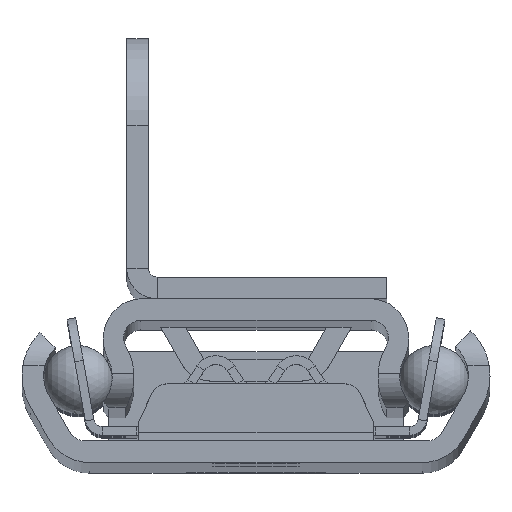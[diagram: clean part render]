
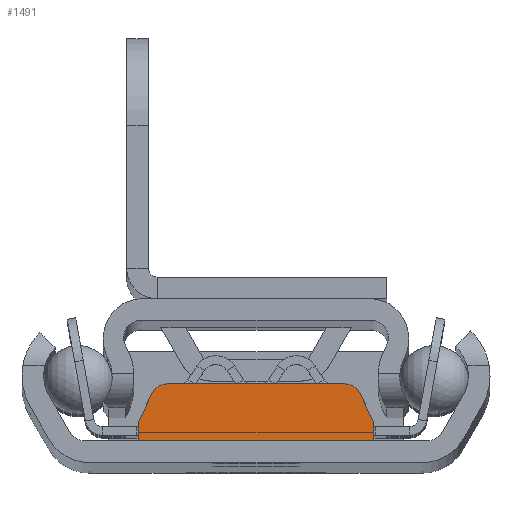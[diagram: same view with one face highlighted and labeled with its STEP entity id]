
A CAD part, top view. The second image highlights one B-rep face of the part: STEP entity #1491.
In plain terms, the highlighted planar face has unit normal (0, 0, 1).
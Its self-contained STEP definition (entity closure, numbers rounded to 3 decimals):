
#293=DIRECTION('',(1.,0.,0.));
#294=VECTOR('',#293,13.5);
#295=CARTESIAN_POINT('',(-6.75,1.25,-6.75));
#296=LINE('',#295,#294);
#407=DIRECTION('',(-0.423,0.906,0.));
#408=VECTOR('',#407,1.729);
#409=CARTESIAN_POINT('',(6.75,2.405,-6.75));
#410=LINE('',#409,#408);
#411=DIRECTION('',(0.,1.,0.));
#412=VECTOR('',#411,1.155);
#413=CARTESIAN_POINT('',(6.75,1.25,-6.75));
#414=LINE('',#413,#412);
#415=DIRECTION('',(0.,-1.,0.));
#416=VECTOR('',#415,1.155);
#417=CARTESIAN_POINT('',(-6.75,2.405,-6.75));
#418=LINE('',#417,#416);
#419=DIRECTION('',(-0.423,-0.906,0.));
#420=VECTOR('',#419,1.729);
#421=CARTESIAN_POINT('',(-6.019,3.973,-6.75));
#422=LINE('',#421,#420);
#423=DIRECTION('',(-1.,0.,0.));
#424=VECTOR('',#423,10.226);
#425=CARTESIAN_POINT('',(5.113,4.55,-6.75));
#426=LINE('',#425,#424);
#440=CARTESIAN_POINT('',(5.113,3.55,-6.75));
#441=DIRECTION('',(0.,0.,1.));
#442=DIRECTION('',(0.906,0.423,0.));
#443=AXIS2_PLACEMENT_3D('',#440,#441,#442);
#458=CARTESIAN_POINT('',(-5.113,3.55,-6.75));
#459=DIRECTION('',(0.,0.,1.));
#460=DIRECTION('',(0.,1.,0.));
#461=AXIS2_PLACEMENT_3D('',#458,#459,#460);
#841=CARTESIAN_POINT('',(-6.75,2.405,-6.75));
#843=VERTEX_POINT('',#841);
#845=CARTESIAN_POINT('',(6.75,2.405,-6.75));
#847=VERTEX_POINT('',#845);
#848=CARTESIAN_POINT('',(-6.75,1.25,-6.75));
#849=CARTESIAN_POINT('',(6.75,1.25,-6.75));
#850=VERTEX_POINT('',#848);
#851=VERTEX_POINT('',#849);
#876=CARTESIAN_POINT('',(5.113,4.55,-6.75));
#878=VERTEX_POINT('',#876);
#882=CARTESIAN_POINT('',(6.019,3.973,-6.75));
#883=VERTEX_POINT('',#882);
#884=CARTESIAN_POINT('',(-6.019,3.973,-6.75));
#886=VERTEX_POINT('',#884);
#890=CARTESIAN_POINT('',(-5.113,4.55,-6.75));
#891=VERTEX_POINT('',#890);
#1470=CARTESIAN_POINT('',(0.,0.,-6.75));
#1471=DIRECTION('',(0.,0.,1.));
#1472=DIRECTION('',(1.,0.,0.));
#1473=AXIS2_PLACEMENT_3D('',#1470,#1471,#1472);
#1474=PLANE('',#1473);
#1476=ORIENTED_EDGE('',*,*,#1475,.F.);
#1478=ORIENTED_EDGE('',*,*,#1477,.F.);
#1479=ORIENTED_EDGE('',*,*,#1461,.F.);
#1480=ORIENTED_EDGE('',*,*,#1331,.F.);
#1482=ORIENTED_EDGE('',*,*,#1481,.F.);
#1484=ORIENTED_EDGE('',*,*,#1483,.F.);
#1486=ORIENTED_EDGE('',*,*,#1485,.F.);
#1488=ORIENTED_EDGE('',*,*,#1487,.F.);
#1489=EDGE_LOOP('',(#1476,#1478,#1479,#1480,#1482,#1484,#1486,#1488));
#1490=FACE_OUTER_BOUND('',#1489,.F.);
#1491=ADVANCED_FACE('',(#1490),#1474,.T.);
#444=CIRCLE('',#443,1.);
#462=CIRCLE('',#461,1.);
#1331=EDGE_CURVE('',#850,#851,#296,.T.);
#1461=EDGE_CURVE('',#851,#847,#414,.T.);
#1475=EDGE_CURVE('',#883,#878,#444,.T.);
#1477=EDGE_CURVE('',#847,#883,#410,.T.);
#1481=EDGE_CURVE('',#843,#850,#418,.T.);
#1483=EDGE_CURVE('',#886,#843,#422,.T.);
#1485=EDGE_CURVE('',#891,#886,#462,.T.);
#1487=EDGE_CURVE('',#878,#891,#426,.T.);
